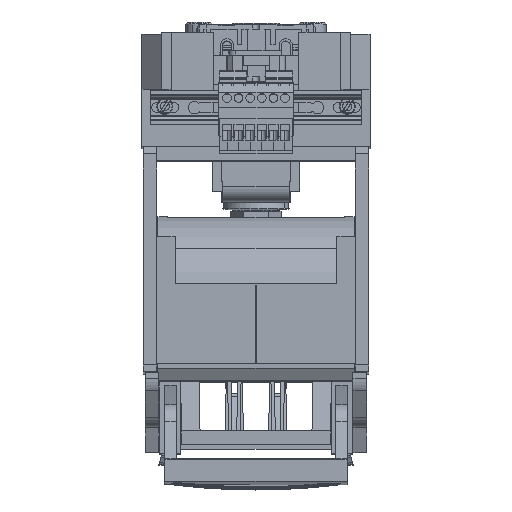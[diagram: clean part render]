
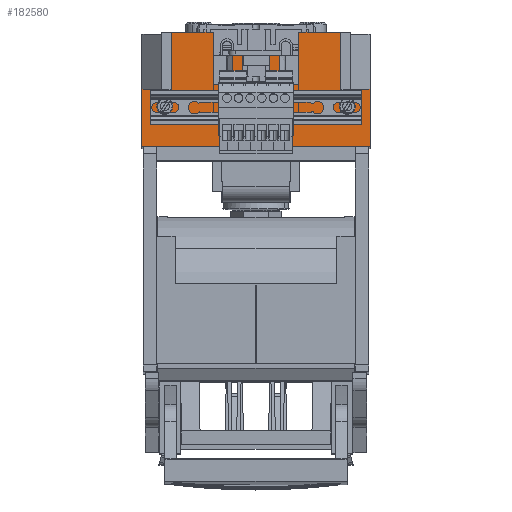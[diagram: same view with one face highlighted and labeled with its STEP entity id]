
A CAD part, top view. The second image highlights one B-rep face of the part: STEP entity #182580.
In plain terms, the highlighted planar face has unit normal (0, 0, 1).
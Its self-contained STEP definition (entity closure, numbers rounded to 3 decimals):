
#164409=DIRECTION('',(-1.,0.,0.));
#164410=VECTOR('',#164409,18.202);
#164411=CARTESIAN_POINT('',(37.016,-4.,277.064));
#164412=LINE('',#164411,#164410);
#164416=DIRECTION('',(-0.009,1.,0.));
#164417=VECTOR('',#164416,32.525);
#164418=CARTESIAN_POINT('',(37.3,-36.524,
277.064));
#164419=LINE('',#164418,#164417);
#164423=CARTESIAN_POINT('',(40.,-36.5,277.064));
#164424=DIRECTION('',(0.,0.,-1.));
#164425=DIRECTION('',(1.,-0.009,0.));
#164426=AXIS2_PLACEMENT_3D('',#164423,#164424,#164425);
#164431=DIRECTION('',(-0.009,-1.,0.));
#164432=VECTOR('',#164431,7.524);
#164433=CARTESIAN_POINT('',(42.766,-29.,277.064));
#164434=LINE('',#164433,#164432);
#164438=DIRECTION('',(-1.,0.,0.));
#164439=VECTOR('',#164438,7.234);
#164440=CARTESIAN_POINT('',(50.,-29.,277.064));
#164441=LINE('',#164440,#164439);
#164445=DIRECTION('',(0.,1.,0.));
#164446=VECTOR('',#164445,25.);
#164447=CARTESIAN_POINT('',(50.,-54.,277.064));
#164448=LINE('',#164447,#164446);
#164452=DIRECTION('',(1.,0.,0.));
#164453=VECTOR('',#164452,100.);
#164454=CARTESIAN_POINT('',(-50.,-54.,277.064));
#164455=LINE('',#164454,#164453);
#164459=DIRECTION('',(-1.,0.,0.));
#164460=VECTOR('',#164459,7.234);
#164461=CARTESIAN_POINT('',(-42.766,-29.,277.064));
#164462=LINE('',#164461,#164460);
#164466=CARTESIAN_POINT('',(-40.,-36.5,277.064));
#164467=DIRECTION('',(0.,0.,-1.));
#164468=DIRECTION('',(1.,-0.009,0.));
#164469=AXIS2_PLACEMENT_3D('',#164466,#164467,#164468);
#164474=DIRECTION('',(-0.009,-1.,0.));
#164475=VECTOR('',#164474,32.525);
#164476=CARTESIAN_POINT('',(-37.016,-4.,277.064));
#164477=LINE('',#164476,#164475);
#164481=DIRECTION('',(0.,1.,0.));
#164482=VECTOR('',#164481,23.);
#164483=CARTESIAN_POINT('',(-18.814,-27.,277.064));
#164484=LINE('',#164483,#164482);
#164488=DIRECTION('',(0.,-1.,0.));
#164489=VECTOR('',#164488,13.);
#164490=CARTESIAN_POINT('',(-10.5,-14.,277.064));
#164491=LINE('',#164490,#164489);
#164495=DIRECTION('',(0.,1.,0.));
#164496=VECTOR('',#164495,13.);
#164497=CARTESIAN_POINT('',(-6.075,-27.,277.064));
#164498=LINE('',#164497,#164496);
#164502=DIRECTION('',(-1.,0.,0.));
#164503=VECTOR('',#164502,4.425);
#164504=CARTESIAN_POINT('',(10.5,-14.,277.064));
#164505=LINE('',#164504,#164503);
#164509=DIRECTION('',(-1.,0.,0.));
#164510=VECTOR('',#164509,8.314);
#164511=CARTESIAN_POINT('',(18.814,-27.,277.064));
#164512=LINE('',#164511,#164510);
#164796=DIRECTION('',(0.,1.,0.));
#164797=VECTOR('',#164796,25.);
#164798=CARTESIAN_POINT('',(-50.,-54.,277.064));
#164799=LINE('',#164798,#164797);
#165281=DIRECTION('',(1.,0.,0.));
#165282=VECTOR('',#165281,18.202);
#165283=CARTESIAN_POINT('',(-37.016,-4.,277.064));
#165284=LINE('',#165283,#165282);
#165656=DIRECTION('',(0.009,-1.,0.));
#165657=VECTOR('',#165656,7.524);
#165658=CARTESIAN_POINT('',(-42.766,-29.,277.064));
#165659=LINE('',#165658,#165657);
#168679=DIRECTION('',(1.,0.,0.));
#168680=VECTOR('',#168679,4.425);
#168681=CARTESIAN_POINT('',(-10.5,-14.,277.064));
#168682=LINE('',#168681,#168680);
#168768=DIRECTION('',(0.,1.,0.));
#168769=VECTOR('',#168768,13.);
#168770=CARTESIAN_POINT('',(6.075,-27.,277.064));
#168771=LINE('',#168770,#168769);
#168876=DIRECTION('',(0.,1.,0.));
#168877=VECTOR('',#168876,23.);
#168878=CARTESIAN_POINT('',(18.814,-27.,277.064));
#168879=LINE('',#168878,#168877);
#168955=DIRECTION('',(0.,-1.,0.));
#168956=VECTOR('',#168955,13.);
#168957=CARTESIAN_POINT('',(10.5,-14.,277.064));
#168958=LINE('',#168957,#168956);
#169421=DIRECTION('',(1.,0.,0.));
#169422=VECTOR('',#169421,12.149);
#169423=CARTESIAN_POINT('',(-6.075,-27.,277.064));
#169424=LINE('',#169423,#169422);
#169514=DIRECTION('',(1.,0.,0.));
#169515=VECTOR('',#169514,8.314);
#169516=CARTESIAN_POINT('',(-18.814,-27.,277.064));
#169517=LINE('',#169516,#169515);
#177238=CARTESIAN_POINT('',(-10.5,-27.,277.064));
#177239=VERTEX_POINT('',#177238);
#177240=CARTESIAN_POINT('',(-18.814,-27.,277.064));
#177241=VERTEX_POINT('',#177240);
#177242=CARTESIAN_POINT('',(-10.5,-14.,277.064));
#177243=VERTEX_POINT('',#177242);
#177248=CARTESIAN_POINT('',(-6.075,-14.,277.064));
#177249=VERTEX_POINT('',#177248);
#177254=CARTESIAN_POINT('',(-6.075,-27.,277.064));
#177255=VERTEX_POINT('',#177254);
#177256=CARTESIAN_POINT('',(6.075,-27.,277.064));
#177257=VERTEX_POINT('',#177256);
#177258=CARTESIAN_POINT('',(6.075,-14.,277.064));
#177260=VERTEX_POINT('',#177258);
#177262=CARTESIAN_POINT('',(10.5,-14.,277.064));
#177263=VERTEX_POINT('',#177262);
#177266=CARTESIAN_POINT('',(10.5,-27.,277.064));
#177267=VERTEX_POINT('',#177266);
#177268=CARTESIAN_POINT('',(18.814,-27.,277.064));
#177269=VERTEX_POINT('',#177268);
#177650=CARTESIAN_POINT('',(18.814,-4.,277.064));
#177651=VERTEX_POINT('',#177650);
#177668=CARTESIAN_POINT('',(-18.814,-4.,277.064));
#177669=VERTEX_POINT('',#177668);
#177757=CARTESIAN_POINT('',(-50.,-29.,277.064));
#177758=VERTEX_POINT('',#177757);
#177759=CARTESIAN_POINT('',(-42.766,-29.,277.064));
#177760=VERTEX_POINT('',#177759);
#177813=CARTESIAN_POINT('',(42.766,-29.,277.064));
#177814=VERTEX_POINT('',#177813);
#177815=CARTESIAN_POINT('',(50.,-29.,277.064));
#177816=VERTEX_POINT('',#177815);
#177819=CARTESIAN_POINT('',(37.016,-4.,277.064));
#177820=VERTEX_POINT('',#177819);
#177821=CARTESIAN_POINT('',(-37.016,-4.,277.064));
#177822=VERTEX_POINT('',#177821);
#177823=CARTESIAN_POINT('',(-37.3,-36.524,
277.064));
#177824=VERTEX_POINT('',#177823);
#177825=CARTESIAN_POINT('',(-42.7,-36.524,
277.064));
#177826=VERTEX_POINT('',#177825);
#177827=CARTESIAN_POINT('',(-50.,-54.,277.064));
#177828=VERTEX_POINT('',#177827);
#177829=CARTESIAN_POINT('',(50.,-54.,277.064));
#177830=VERTEX_POINT('',#177829);
#177831=CARTESIAN_POINT('',(42.7,-36.524,
277.064));
#177832=VERTEX_POINT('',#177831);
#177833=CARTESIAN_POINT('',(37.3,-36.524,
277.064));
#177834=VERTEX_POINT('',#177833);
#182530=CARTESIAN_POINT('',(0.,-4.,277.064));
#182531=DIRECTION('',(0.,0.,1.));
#182532=DIRECTION('',(1.,0.,0.));
#182533=AXIS2_PLACEMENT_3D('',#182530,#182531,#182532);
#182534=PLANE('',#182533);
#182535=ORIENTED_EDGE('',*,*,#182119,.F.);
#182536=ORIENTED_EDGE('',*,*,#182476,.F.);
#182538=ORIENTED_EDGE('',*,*,#182537,.F.);
#182539=ORIENTED_EDGE('',*,*,#182516,.F.);
#182540=ORIENTED_EDGE('',*,*,#181847,.F.);
#182541=ORIENTED_EDGE('',*,*,#181912,.F.);
#182543=ORIENTED_EDGE('',*,*,#182542,.F.);
#182545=ORIENTED_EDGE('',*,*,#182544,.T.);
#182547=ORIENTED_EDGE('',*,*,#182546,.F.);
#182549=ORIENTED_EDGE('',*,*,#182548,.T.);
#182551=ORIENTED_EDGE('',*,*,#182550,.F.);
#182553=ORIENTED_EDGE('',*,*,#182552,.F.);
#182555=ORIENTED_EDGE('',*,*,#182554,.T.);
#182557=ORIENTED_EDGE('',*,*,#182556,.F.);
#182559=ORIENTED_EDGE('',*,*,#182558,.T.);
#182561=ORIENTED_EDGE('',*,*,#182560,.F.);
#182563=ORIENTED_EDGE('',*,*,#182562,.T.);
#182565=ORIENTED_EDGE('',*,*,#182564,.F.);
#182567=ORIENTED_EDGE('',*,*,#182566,.T.);
#182569=ORIENTED_EDGE('',*,*,#182568,.T.);
#182571=ORIENTED_EDGE('',*,*,#182570,.F.);
#182573=ORIENTED_EDGE('',*,*,#182572,.T.);
#182575=ORIENTED_EDGE('',*,*,#182574,.F.);
#182577=ORIENTED_EDGE('',*,*,#182576,.T.);
#182578=EDGE_LOOP('',(#182535,#182536,#182538,#182539,#182540,#182541,#182543,
#182545,#182547,#182549,#182551,#182553,#182555,#182557,#182559,#182561,#182563,
#182565,#182567,#182569,#182571,#182573,#182575,#182577));
#182579=FACE_OUTER_BOUND('',#182578,.F.);
#164427=CIRCLE('',#164426,2.7);
#164470=CIRCLE('',#164469,2.7);
#181847=EDGE_CURVE('',#177816,#177814,#164441,.T.);
#181912=EDGE_CURVE('',#177830,#177816,#164448,.T.);
#182119=EDGE_CURVE('',#177820,#177651,#164412,.T.);
#182476=EDGE_CURVE('',#177834,#177820,#164419,.T.);
#182516=EDGE_CURVE('',#177814,#177832,#164434,.T.);
#182537=EDGE_CURVE('',#177832,#177834,#164427,.T.);
#182542=EDGE_CURVE('',#177828,#177830,#164455,.T.);
#182544=EDGE_CURVE('',#177828,#177758,#164799,.T.);
#182546=EDGE_CURVE('',#177760,#177758,#164462,.T.);
#182548=EDGE_CURVE('',#177760,#177826,#165659,.T.);
#182550=EDGE_CURVE('',#177824,#177826,#164470,.T.);
#182552=EDGE_CURVE('',#177822,#177824,#164477,.T.);
#182554=EDGE_CURVE('',#177822,#177669,#165284,.T.);
#182556=EDGE_CURVE('',#177241,#177669,#164484,.T.);
#182558=EDGE_CURVE('',#177241,#177239,#169517,.T.);
#182560=EDGE_CURVE('',#177243,#177239,#164491,.T.);
#182562=EDGE_CURVE('',#177243,#177249,#168682,.T.);
#182564=EDGE_CURVE('',#177255,#177249,#164498,.T.);
#182566=EDGE_CURVE('',#177255,#177257,#169424,.T.);
#182568=EDGE_CURVE('',#177257,#177260,#168771,.T.);
#182570=EDGE_CURVE('',#177263,#177260,#164505,.T.);
#182572=EDGE_CURVE('',#177263,#177267,#168958,.T.);
#182574=EDGE_CURVE('',#177269,#177267,#164512,.T.);
#182576=EDGE_CURVE('',#177269,#177651,#168879,.T.);
#182580=ADVANCED_FACE('',(#182579),#182534,.T.);
